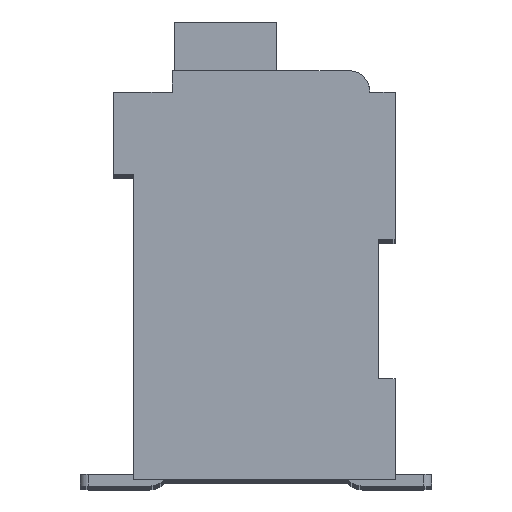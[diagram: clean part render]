
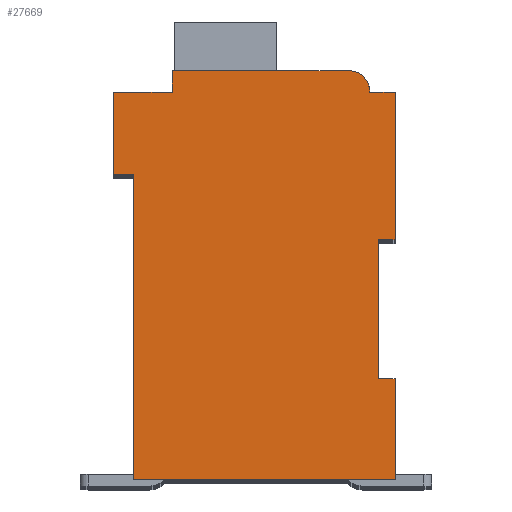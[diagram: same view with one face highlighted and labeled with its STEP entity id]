
A CAD part, top view. The second image highlights one B-rep face of the part: STEP entity #27669.
In plain terms, the highlighted planar face has unit normal (0, 0, 1).
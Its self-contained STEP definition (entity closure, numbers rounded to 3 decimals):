
#6622=DIRECTION('',(1.,0.,0.));
#6623=VECTOR('',#6622,0.5);
#6624=CARTESIAN_POINT('',(7.3,7.15,2.1));
#6625=LINE('',#6624,#6623);
#6626=DIRECTION('',(0.,1.,0.));
#6627=VECTOR('',#6626,4.15);
#6628=CARTESIAN_POINT('',(7.3,3.,2.1));
#6629=LINE('',#6628,#6627);
#6630=DIRECTION('',(-1.,0.,0.));
#6631=VECTOR('',#6630,0.5);
#6632=CARTESIAN_POINT('',(7.8,3.,2.1));
#6633=LINE('',#6632,#6631);
#6634=DIRECTION('',(0.,1.,0.));
#6635=VECTOR('',#6634,3.);
#6636=CARTESIAN_POINT('',(7.8,0.,2.1));
#6637=LINE('',#6636,#6635);
#6638=DIRECTION('',(1.,0.,0.));
#6639=VECTOR('',#6638,7.8);
#6640=CARTESIAN_POINT('',(0.,0.,2.1));
#6641=LINE('',#6640,#6639);
#6642=DIRECTION('',(0.,-1.,0.));
#6643=VECTOR('',#6642,9.1);
#6644=CARTESIAN_POINT('',(0.,9.1,2.1));
#6645=LINE('',#6644,#6643);
#6646=DIRECTION('',(1.,0.,0.));
#6647=VECTOR('',#6646,0.6);
#6648=CARTESIAN_POINT('',(-0.6,9.1,2.1));
#6649=LINE('',#6648,#6647);
#6650=DIRECTION('',(0.,-1.,0.));
#6651=VECTOR('',#6650,2.45);
#6652=CARTESIAN_POINT('',(-0.6,11.55,2.1));
#6653=LINE('',#6652,#6651);
#6654=DIRECTION('',(-1.,0.,0.));
#6655=VECTOR('',#6654,1.75);
#6656=CARTESIAN_POINT('',(1.15,11.55,2.1));
#6657=LINE('',#6656,#6655);
#6658=DIRECTION('',(0.,-1.,0.));
#6659=VECTOR('',#6658,0.65);
#6660=CARTESIAN_POINT('',(1.15,12.2,2.1));
#6661=LINE('',#6660,#6659);
#6662=DIRECTION('',(-1.,0.,0.));
#6663=VECTOR('',#6662,5.25);
#6664=CARTESIAN_POINT('',(6.4,12.2,2.1));
#6665=LINE('',#6664,#6663);
#6666=CARTESIAN_POINT('',(6.4,11.55,2.1));
#6667=DIRECTION('',(0.,0.,1.));
#6668=DIRECTION('',(1.,0.,0.));
#6669=AXIS2_PLACEMENT_3D('',#6666,#6667,#6668);
#6671=DIRECTION('',(-1.,0.,0.));
#6672=VECTOR('',#6671,0.75);
#6673=CARTESIAN_POINT('',(7.8,11.55,2.1));
#6674=LINE('',#6673,#6672);
#6675=DIRECTION('',(0.,1.,0.));
#6676=VECTOR('',#6675,4.4);
#6677=CARTESIAN_POINT('',(7.8,7.15,2.1));
#6678=LINE('',#6677,#6676);
#16189=CARTESIAN_POINT('',(7.3,7.15,2.1));
#16190=CARTESIAN_POINT('',(7.8,7.15,2.1));
#16191=VERTEX_POINT('',#16189);
#16192=VERTEX_POINT('',#16190);
#16193=CARTESIAN_POINT('',(7.8,11.55,2.1));
#16194=VERTEX_POINT('',#16193);
#16195=CARTESIAN_POINT('',(7.05,11.55,2.1));
#16196=VERTEX_POINT('',#16195);
#16197=CARTESIAN_POINT('',(6.4,12.2,2.1));
#16198=VERTEX_POINT('',#16197);
#16199=CARTESIAN_POINT('',(1.15,12.2,2.1));
#16200=VERTEX_POINT('',#16199);
#16201=CARTESIAN_POINT('',(1.15,11.55,2.1));
#16202=VERTEX_POINT('',#16201);
#16203=CARTESIAN_POINT('',(-0.6,11.55,2.1));
#16204=VERTEX_POINT('',#16203);
#16205=CARTESIAN_POINT('',(-0.6,9.1,2.1));
#16206=VERTEX_POINT('',#16205);
#16207=CARTESIAN_POINT('',(0.,9.1,2.1));
#16208=VERTEX_POINT('',#16207);
#16209=CARTESIAN_POINT('',(0.,0.,2.1));
#16210=VERTEX_POINT('',#16209);
#16211=CARTESIAN_POINT('',(7.8,0.,2.1));
#16212=VERTEX_POINT('',#16211);
#16213=CARTESIAN_POINT('',(7.8,3.,2.1));
#16214=VERTEX_POINT('',#16213);
#16215=CARTESIAN_POINT('',(7.3,3.,2.1));
#16216=VERTEX_POINT('',#16215);
#27648=CARTESIAN_POINT('',(0.,0.,2.1));
#27649=DIRECTION('',(0.,0.,1.));
#27650=DIRECTION('',(1.,0.,0.));
#27651=AXIS2_PLACEMENT_3D('',#27648,#27649,#27650);
#27652=PLANE('',#27651);
#27653=ORIENTED_EDGE('',*,*,#21282,.F.);
#27654=ORIENTED_EDGE('',*,*,#22038,.F.);
#27655=ORIENTED_EDGE('',*,*,#22656,.F.);
#27656=ORIENTED_EDGE('',*,*,#23071,.F.);
#27657=ORIENTED_EDGE('',*,*,#23554,.F.);
#27658=ORIENTED_EDGE('',*,*,#24195,.F.);
#27659=ORIENTED_EDGE('',*,*,#24820,.F.);
#27660=ORIENTED_EDGE('',*,*,#25069,.F.);
#27661=ORIENTED_EDGE('',*,*,#25445,.F.);
#27662=ORIENTED_EDGE('',*,*,#26168,.F.);
#27663=ORIENTED_EDGE('',*,*,#26736,.F.);
#27664=ORIENTED_EDGE('',*,*,#25496,.F.);
#27665=ORIENTED_EDGE('',*,*,#25969,.F.);
#27666=ORIENTED_EDGE('',*,*,#21933,.F.);
#27667=EDGE_LOOP('',(#27653,#27654,#27655,#27656,#27657,#27658,#27659,#27660,
#27661,#27662,#27663,#27664,#27665,#27666));
#27668=FACE_OUTER_BOUND('',#27667,.F.);
#6670=CIRCLE('',#6669,0.65);
#21282=EDGE_CURVE('',#16191,#16192,#6625,.T.);
#21933=EDGE_CURVE('',#16192,#16194,#6678,.T.);
#22038=EDGE_CURVE('',#16216,#16191,#6629,.T.);
#22656=EDGE_CURVE('',#16214,#16216,#6633,.T.);
#23071=EDGE_CURVE('',#16212,#16214,#6637,.T.);
#23554=EDGE_CURVE('',#16210,#16212,#6641,.T.);
#24195=EDGE_CURVE('',#16208,#16210,#6645,.T.);
#24820=EDGE_CURVE('',#16206,#16208,#6649,.T.);
#25069=EDGE_CURVE('',#16204,#16206,#6653,.T.);
#25445=EDGE_CURVE('',#16202,#16204,#6657,.T.);
#25496=EDGE_CURVE('',#16196,#16198,#6670,.T.);
#25969=EDGE_CURVE('',#16194,#16196,#6674,.T.);
#26168=EDGE_CURVE('',#16200,#16202,#6661,.T.);
#26736=EDGE_CURVE('',#16198,#16200,#6665,.T.);
#27669=ADVANCED_FACE('',(#27668),#27652,.T.);
